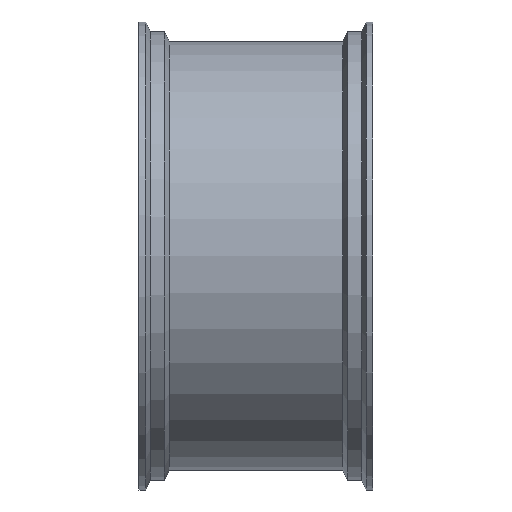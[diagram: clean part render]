
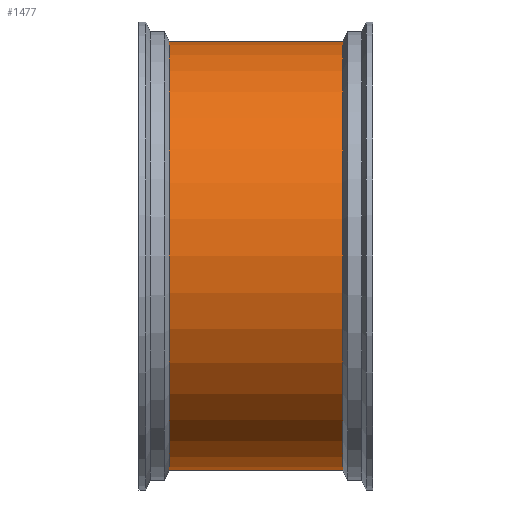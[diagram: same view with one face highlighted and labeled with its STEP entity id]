
A CAD part, front view. The second image highlights one B-rep face of the part: STEP entity #1477.
In plain terms, the highlighted cylindrical face has radius 24700 mm (diameter 49400 mm), a partial arc.
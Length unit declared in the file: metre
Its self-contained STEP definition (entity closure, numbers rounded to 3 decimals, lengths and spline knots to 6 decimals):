
#854 = VERTEX_POINT('',#855);
#855 = CARTESIAN_POINT('',(23.5,-27.,24.7));
#856 = VERTEX_POINT('',#857);
#857 = CARTESIAN_POINT('',(23.5,-27.,-24.7));
#872 = CYLINDRICAL_SURFACE('',#873,24.7);
#873 = AXIS2_PLACEMENT_3D('',#874,#875,#876);
#874 = CARTESIAN_POINT('',(0.,-27.,0.));
#875 = DIRECTION('',(-1.,-0.,-0.));
#876 = DIRECTION('',(-0.,0.,1.));
#898 = CONICAL_SURFACE('',#899,25.9,1.134);
#899 = AXIS2_PLACEMENT_3D('',#900,#901,#902);
#900 = CARTESIAN_POINT('',(24.059569,-27.,0.));
#901 = DIRECTION('',(1.,0.,0.));
#902 = DIRECTION('',(0.,0.,-1.));
#936 = EDGE_CURVE('',#856,#937,#939,.T.);
#937 = VERTEX_POINT('',#938);
#938 = CARTESIAN_POINT('',(3.5,-27.,-24.7));
#939 = SURFACE_CURVE('',#940,(#944,#951),.PCURVE_S1.);
#940 = LINE('',#941,#942);
#941 = CARTESIAN_POINT('',(0.,-27.,-24.7));
#942 = VECTOR('',#943,1.);
#943 = DIRECTION('',(-1.,-0.,-0.));
#944 = PCURVE('',#872,#945);
#945 = DEFINITIONAL_REPRESENTATION('',(#946),#950);
#946 = LINE('',#947,#948);
#947 = CARTESIAN_POINT('',(3.142,0.));
#948 = VECTOR('',#949,1.);
#949 = DIRECTION('',(0.,1.));
#950 = ( GEOMETRIC_REPRESENTATION_CONTEXT(2) 
PARAMETRIC_REPRESENTATION_CONTEXT() REPRESENTATION_CONTEXT('2D SPACE',''
  ) );
#951 = PCURVE('',#952,#957);
#952 = CYLINDRICAL_SURFACE('',#953,24.7);
#953 = AXIS2_PLACEMENT_3D('',#954,#955,#956);
#954 = CARTESIAN_POINT('',(0.,-27.,0.));
#955 = DIRECTION('',(-1.,-0.,-0.));
#956 = DIRECTION('',(-0.,0.,1.));
#957 = DEFINITIONAL_REPRESENTATION('',(#958),#962);
#958 = LINE('',#959,#960);
#959 = CARTESIAN_POINT('',(3.142,0.));
#960 = VECTOR('',#961,1.);
#961 = DIRECTION('',(0.,1.));
#962 = ( GEOMETRIC_REPRESENTATION_CONTEXT(2) 
PARAMETRIC_REPRESENTATION_CONTEXT() REPRESENTATION_CONTEXT('2D SPACE',''
  ) );
#965 = VERTEX_POINT('',#966);
#966 = CARTESIAN_POINT('',(3.5,-27.,24.7));
#993 = EDGE_CURVE('',#854,#965,#994,.T.);
#994 = SURFACE_CURVE('',#995,(#999,#1006),.PCURVE_S1.);
#995 = LINE('',#996,#997);
#996 = CARTESIAN_POINT('',(0.,-27.,24.7));
#997 = VECTOR('',#998,1.);
#998 = DIRECTION('',(-1.,-0.,-0.));
#999 = PCURVE('',#872,#1000);
#1000 = DEFINITIONAL_REPRESENTATION('',(#1001),#1005);
#1001 = LINE('',#1002,#1003);
#1002 = CARTESIAN_POINT('',(0.,0.));
#1003 = VECTOR('',#1004,1.);
#1004 = DIRECTION('',(0.,1.));
#1005 = ( GEOMETRIC_REPRESENTATION_CONTEXT(2) 
PARAMETRIC_REPRESENTATION_CONTEXT() REPRESENTATION_CONTEXT('2D SPACE',''
  ) );
#1006 = PCURVE('',#952,#1007);
#1007 = DEFINITIONAL_REPRESENTATION('',(#1008),#1012);
#1008 = LINE('',#1009,#1010);
#1009 = CARTESIAN_POINT('',(6.283,0.));
#1010 = VECTOR('',#1011,1.);
#1011 = DIRECTION('',(0.,1.));
#1012 = ( GEOMETRIC_REPRESENTATION_CONTEXT(2) 
PARAMETRIC_REPRESENTATION_CONTEXT() REPRESENTATION_CONTEXT('2D SPACE',''
  ) );
#1034 = CONICAL_SURFACE('',#1035,24.7,1.134);
#1035 = AXIS2_PLACEMENT_3D('',#1036,#1037,#1038);
#1036 = CARTESIAN_POINT('',(3.5,-27.,0.));
#1037 = DIRECTION('',(-1.,-0.,-0.));
#1038 = DIRECTION('',(-0.,0.,1.));
#1454 = EDGE_CURVE('',#937,#965,#1455,.T.);
#1455 = SURFACE_CURVE('',#1456,(#1461,#1468),.PCURVE_S1.);
#1456 = CIRCLE('',#1457,24.7);
#1457 = AXIS2_PLACEMENT_3D('',#1458,#1459,#1460);
#1458 = CARTESIAN_POINT('',(3.5,-27.,0.));
#1459 = DIRECTION('',(-1.,0.,-0.));
#1460 = DIRECTION('',(-0.,0.,1.));
#1461 = PCURVE('',#1034,#1462);
#1462 = DEFINITIONAL_REPRESENTATION('',(#1463),#1467);
#1463 = LINE('',#1464,#1465);
#1464 = CARTESIAN_POINT('',(0.,0.));
#1465 = VECTOR('',#1466,1.);
#1466 = DIRECTION('',(1.,0.));
#1467 = ( GEOMETRIC_REPRESENTATION_CONTEXT(2) 
PARAMETRIC_REPRESENTATION_CONTEXT() REPRESENTATION_CONTEXT('2D SPACE',''
  ) );
#1468 = PCURVE('',#952,#1469);
#1469 = DEFINITIONAL_REPRESENTATION('',(#1470),#1474);
#1470 = LINE('',#1471,#1472);
#1471 = CARTESIAN_POINT('',(0.,-3.5));
#1472 = VECTOR('',#1473,1.);
#1473 = DIRECTION('',(1.,0.));
#1474 = ( GEOMETRIC_REPRESENTATION_CONTEXT(2) 
PARAMETRIC_REPRESENTATION_CONTEXT() REPRESENTATION_CONTEXT('2D SPACE',''
  ) );
#1477 = ADVANCED_FACE('',(#1478),#952,.T.);
#1478 = FACE_BOUND('',#1479,.T.);
#1479 = EDGE_LOOP('',(#1480,#1481,#1503,#1504));
#1480 = ORIENTED_EDGE('',*,*,#936,.F.);
#1481 = ORIENTED_EDGE('',*,*,#1482,.T.);
#1482 = EDGE_CURVE('',#856,#854,#1483,.T.);
#1483 = SURFACE_CURVE('',#1484,(#1489,#1496),.PCURVE_S1.);
#1484 = CIRCLE('',#1485,24.7);
#1485 = AXIS2_PLACEMENT_3D('',#1486,#1487,#1488);
#1486 = CARTESIAN_POINT('',(23.5,-27.,0.));
#1487 = DIRECTION('',(-1.,0.,-0.));
#1488 = DIRECTION('',(-0.,0.,1.));
#1489 = PCURVE('',#952,#1490);
#1490 = DEFINITIONAL_REPRESENTATION('',(#1491),#1495);
#1491 = LINE('',#1492,#1493);
#1492 = CARTESIAN_POINT('',(0.,-23.5));
#1493 = VECTOR('',#1494,1.);
#1494 = DIRECTION('',(1.,0.));
#1495 = ( GEOMETRIC_REPRESENTATION_CONTEXT(2) 
PARAMETRIC_REPRESENTATION_CONTEXT() REPRESENTATION_CONTEXT('2D SPACE',''
  ) );
#1496 = PCURVE('',#898,#1497);
#1497 = DEFINITIONAL_REPRESENTATION('',(#1498),#1502);
#1498 = LINE('',#1499,#1500);
#1499 = CARTESIAN_POINT('',(9.425,-0.56));
#1500 = VECTOR('',#1501,1.);
#1501 = DIRECTION('',(-1.,0.));
#1502 = ( GEOMETRIC_REPRESENTATION_CONTEXT(2) 
PARAMETRIC_REPRESENTATION_CONTEXT() REPRESENTATION_CONTEXT('2D SPACE',''
  ) );
#1503 = ORIENTED_EDGE('',*,*,#993,.T.);
#1504 = ORIENTED_EDGE('',*,*,#1454,.F.);
